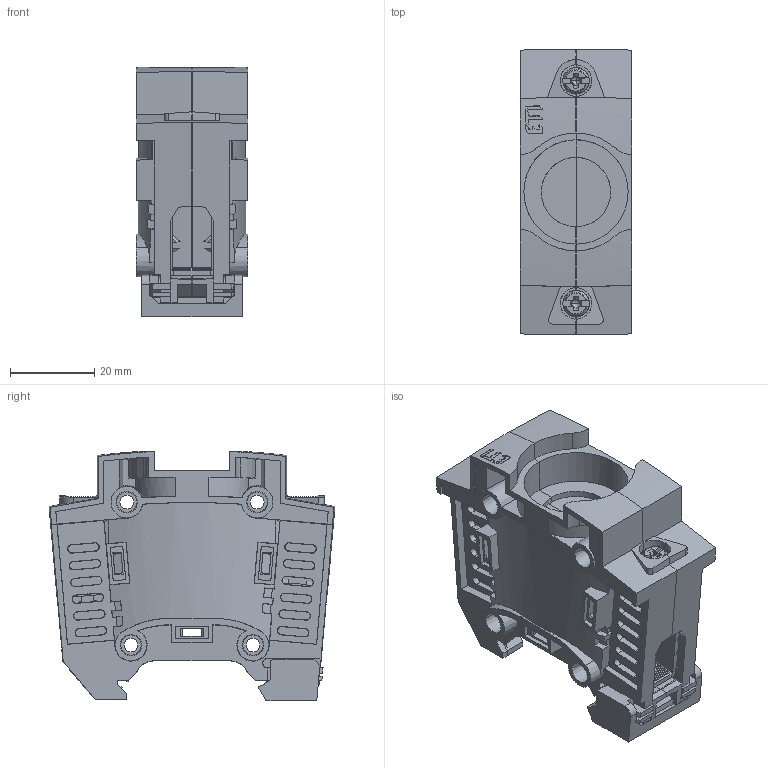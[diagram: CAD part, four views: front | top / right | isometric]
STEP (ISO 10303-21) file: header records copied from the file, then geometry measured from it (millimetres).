
FILE_DESCRIPTION((''),'2;1');
FILE_NAME('PFB_D01_1P_ETI_ASM','2021-05-10T',('marketing.praksa'),('Audax d.o.o.'),'CREO PARAMETRIC BY PTC INC, 2017480','CREO PARAMETRIC BY PTC INC, 2017480','');
FILE_SCHEMA(('AUTOMOTIVE_DESIGN { 1 0 10303 214 1 1 1 1 }'));
Products named in the file (9): 0000000470_1; PRT0141; ASM0094_ASM; 0000040176_1; 89_SCREW; 0000040414_5; NOT-MIRROR; WL-BASEE; PFB_D01_1P_ETI_ASM
Assembly tree (9 placements, depth 3):
  PFB_D01_1P_ETI_ASM
    ASM0094_ASM
      0000000470_1
      PRT0141
    0000040176_1
    89_SCREW  x2
    0000040414_5
    NOT-MIRROR
    WL-BASEE
Bounding box: 26.6 x 68 x 59.26 mm (x, y, z)
Volume: 49809.4 mm3; surface area: 34666.3 mm2
Topology: 10 solids, 19 shells, 1711 faces, 4954 edges, 3322 vertices
Faces by surface type: plane 1239, cylinder 234, cone 218, bspline 8, torus 8, sphere 4
Entity records: 84083 total; most frequent: CARTESIAN_POINT 12366, ORIENTED_EDGE 9628, DIRECTION 8554, PRESENTATION_STYLE_ASSIGNMENT 6497, STYLED_ITEM 6497, CURVE_STYLE 4820, EDGE_CURVE 4820, VECTOR 3350
